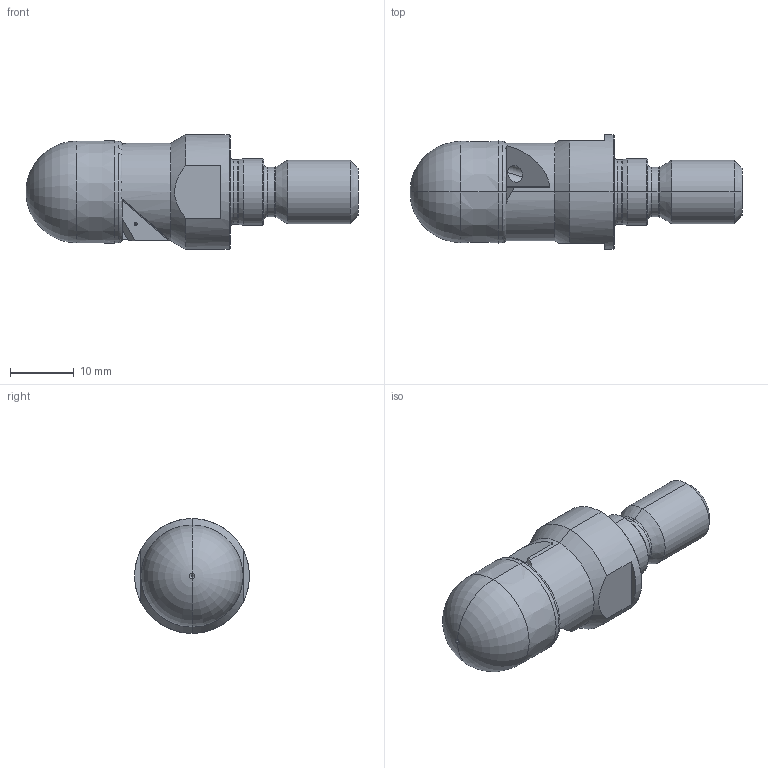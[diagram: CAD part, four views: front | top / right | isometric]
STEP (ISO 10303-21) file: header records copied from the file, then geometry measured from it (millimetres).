
FILE_DESCRIPTION (( 'STEP AP214' ), '1' );
FILE_NAME ('EKF-16-32-K02-M10.STEP', '2019-08-13T14:17:50', ( '' ), ( '' ), 'SwSTEP 2.0', 'SolidWorks 2019', '' );
FILE_SCHEMA (( 'AUTOMOTIVE_DESIGN' ));
Length unit declared in the file: millimetre
Products named in the file (1): EKF-16-32-K02-M10
Bounding box: 52 x 18 x 18 mm (x, y, z)
Volume: 7151.7 mm3; surface area: 3048.9 mm2
Topology: 1 solids, 1 shells, 112 faces, 265 edges, 161 vertices
Faces by surface type: cone 32, plane 28, cylinder 25, torus 23, sphere 2, bspline 2
Entity records: 3850 total; most frequent: CARTESIAN_POINT 1052, DIRECTION 545, ORIENTED_EDGE 526, EDGE_CURVE 263, AXIS2_PLACEMENT_3D 233, VERTEX_POINT 161, CIRCLE 122, EDGE_LOOP 120
